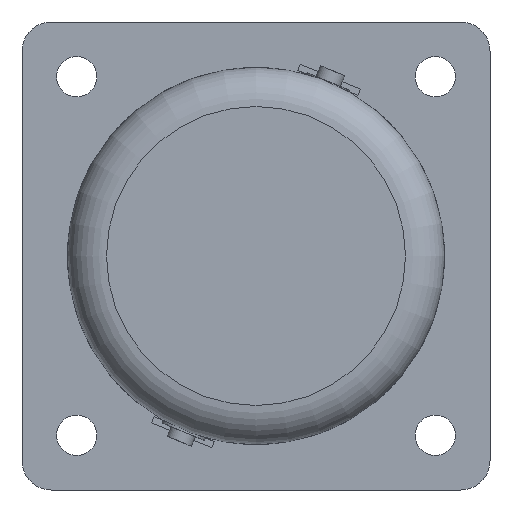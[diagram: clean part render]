
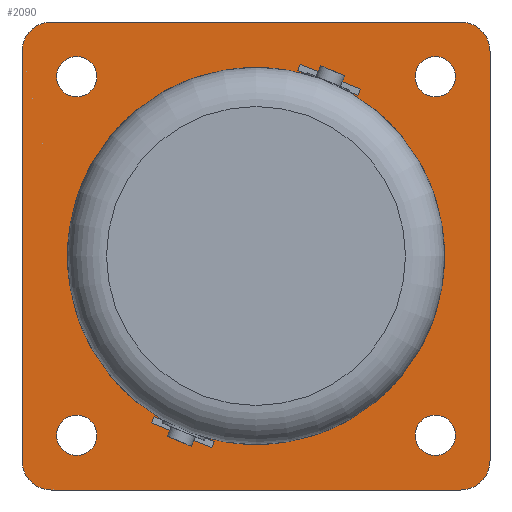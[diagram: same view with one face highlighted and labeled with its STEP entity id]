
A CAD part, front view. The second image highlights one B-rep face of the part: STEP entity #2090.
In plain terms, the highlighted planar face has unit normal (0, -1, 0).
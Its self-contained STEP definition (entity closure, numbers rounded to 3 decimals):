
#29=LINE('',#4174,#173);
#30=LINE('',#4178,#174);
#31=LINE('',#4182,#175);
#32=LINE('',#4186,#176);
#173=VECTOR('',#2517,31.5);
#174=VECTOR('',#2520,31.5);
#175=VECTOR('',#2523,31.5);
#176=VECTOR('',#2526,31.5);
#452=FACE_BOUND('',#704,.T.);
#453=FACE_BOUND('',#705,.T.);
#454=FACE_BOUND('',#706,.T.);
#455=FACE_BOUND('',#707,.T.);
#456=FACE_BOUND('',#708,.T.);
#525=FACE_OUTER_BOUND('',#703,.T.);
#703=EDGE_LOOP('',(#1444,#1445,#1446,#1447,#1448,#1449,#1450,#1451));
#704=EDGE_LOOP('',(#1452));
#705=EDGE_LOOP('',(#1453));
#706=EDGE_LOOP('',(#1454));
#707=EDGE_LOOP('',(#1455));
#708=EDGE_LOOP('',(#1456));
#867=CIRCLE('',#2258,2.25);
#868=CIRCLE('',#2259,2.25);
#869=CIRCLE('',#2260,2.25);
#870=CIRCLE('',#2261,2.25);
#871=CIRCLE('',#2262,1.55);
#872=CIRCLE('',#2263,1.55);
#873=CIRCLE('',#2264,1.55);
#874=CIRCLE('',#2265,1.55);
#875=CIRCLE('',#2266,14.5);
#972=VERTEX_POINT('',#4172);
#973=VERTEX_POINT('',#4173);
#974=VERTEX_POINT('',#4175);
#975=VERTEX_POINT('',#4177);
#976=VERTEX_POINT('',#4179);
#977=VERTEX_POINT('',#4181);
#978=VERTEX_POINT('',#4183);
#979=VERTEX_POINT('',#4185);
#980=VERTEX_POINT('',#4188);
#981=VERTEX_POINT('',#4190);
#982=VERTEX_POINT('',#4192);
#983=VERTEX_POINT('',#4194);
#984=VERTEX_POINT('',#4196);
#1164=EDGE_CURVE('',#972,#973,#29,.T.);
#1165=EDGE_CURVE('',#973,#974,#867,.T.);
#1166=EDGE_CURVE('',#974,#975,#30,.T.);
#1167=EDGE_CURVE('',#975,#976,#868,.T.);
#1168=EDGE_CURVE('',#976,#977,#31,.T.);
#1169=EDGE_CURVE('',#977,#978,#869,.T.);
#1170=EDGE_CURVE('',#978,#979,#32,.T.);
#1171=EDGE_CURVE('',#979,#972,#870,.T.);
#1172=EDGE_CURVE('',#980,#980,#871,.T.);
#1173=EDGE_CURVE('',#981,#981,#872,.T.);
#1174=EDGE_CURVE('',#982,#982,#873,.T.);
#1175=EDGE_CURVE('',#983,#983,#874,.T.);
#1176=EDGE_CURVE('',#984,#984,#875,.T.);
#1444=ORIENTED_EDGE('',*,*,#1164,.T.);
#1445=ORIENTED_EDGE('',*,*,#1165,.T.);
#1446=ORIENTED_EDGE('',*,*,#1166,.T.);
#1447=ORIENTED_EDGE('',*,*,#1167,.T.);
#1448=ORIENTED_EDGE('',*,*,#1168,.T.);
#1449=ORIENTED_EDGE('',*,*,#1169,.T.);
#1450=ORIENTED_EDGE('',*,*,#1170,.T.);
#1451=ORIENTED_EDGE('',*,*,#1171,.T.);
#1452=ORIENTED_EDGE('',*,*,#1172,.T.);
#1453=ORIENTED_EDGE('',*,*,#1173,.T.);
#1454=ORIENTED_EDGE('',*,*,#1174,.T.);
#1455=ORIENTED_EDGE('',*,*,#1175,.T.);
#1456=ORIENTED_EDGE('',*,*,#1176,.T.);
#1849=PLANE('',#2257);
#2090=ADVANCED_FACE('',(#525,#452,#453,#454,#455,#456),#1849,.F.);
#2257=AXIS2_PLACEMENT_3D('',#4171,#2515,#2516);
#2258=AXIS2_PLACEMENT_3D('',#4176,#2518,#2519);
#2259=AXIS2_PLACEMENT_3D('',#4180,#2521,#2522);
#2260=AXIS2_PLACEMENT_3D('',#4184,#2524,#2525);
#2261=AXIS2_PLACEMENT_3D('',#4187,#2527,#2528);
#2262=AXIS2_PLACEMENT_3D('',#4189,#2529,#2530);
#2263=AXIS2_PLACEMENT_3D('',#4191,#2531,#2532);
#2264=AXIS2_PLACEMENT_3D('',#4193,#2533,#2534);
#2265=AXIS2_PLACEMENT_3D('',#4195,#2535,#2536);
#2266=AXIS2_PLACEMENT_3D('',#4197,#2537,#2538);
#2515=DIRECTION('center_axis',(0.,1.,0.));
#2516=DIRECTION('ref_axis',(0.,0.,1.));
#2517=DIRECTION('',(0.,0.,-1.));
#2518=DIRECTION('center_axis',(0.,-1.,0.));
#2519=DIRECTION('ref_axis',(0.,0.,1.));
#2520=DIRECTION('',(1.,0.,0.));
#2521=DIRECTION('center_axis',(0.,-1.,0.));
#2522=DIRECTION('ref_axis',(-1.,0.,0.));
#2523=DIRECTION('',(0.,0.,1.));
#2524=DIRECTION('center_axis',(0.,-1.,0.));
#2525=DIRECTION('ref_axis',(0.,0.,-1.));
#2526=DIRECTION('',(-1.,0.,0.));
#2527=DIRECTION('center_axis',(0.,-1.,0.));
#2528=DIRECTION('ref_axis',(1.,0.,0.));
#2529=DIRECTION('center_axis',(0.,1.,0.));
#2530=DIRECTION('ref_axis',(-1.,0.,0.));
#2531=DIRECTION('center_axis',(0.,1.,0.));
#2532=DIRECTION('ref_axis',(-1.,0.,0.));
#2533=DIRECTION('center_axis',(0.,1.,0.));
#2534=DIRECTION('ref_axis',(-1.,0.,0.));
#2535=DIRECTION('center_axis',(0.,1.,0.));
#2536=DIRECTION('ref_axis',(-1.,0.,0.));
#2537=DIRECTION('center_axis',(0.,1.,0.));
#2538=DIRECTION('ref_axis',(1.,0.,0.));
#4171=CARTESIAN_POINT('Origin',(0.,13.1,0.));
#4172=CARTESIAN_POINT('',(-18.,13.1,15.75));
#4173=CARTESIAN_POINT('',(-18.,13.1,-15.75));
#4174=CARTESIAN_POINT('',(-18.,13.1,0.));
#4175=CARTESIAN_POINT('',(-15.75,13.1,-18.));
#4176=CARTESIAN_POINT('Origin',(-15.75,13.1,-15.75));
#4177=CARTESIAN_POINT('',(15.75,13.1,-18.));
#4178=CARTESIAN_POINT('',(-15.75,13.1,-18.));
#4179=CARTESIAN_POINT('',(18.,13.1,-15.75));
#4180=CARTESIAN_POINT('Origin',(15.75,13.1,-15.75));
#4181=CARTESIAN_POINT('',(18.,13.1,15.75));
#4182=CARTESIAN_POINT('',(18.,13.1,-15.75));
#4183=CARTESIAN_POINT('',(15.75,13.1,18.));
#4184=CARTESIAN_POINT('Origin',(15.75,13.1,15.75));
#4185=CARTESIAN_POINT('',(-15.75,13.1,18.));
#4186=CARTESIAN_POINT('',(15.75,13.1,18.));
#4187=CARTESIAN_POINT('Origin',(-15.75,13.1,15.75));
#4188=CARTESIAN_POINT('',(-12.239,13.1,13.789));
#4189=CARTESIAN_POINT('Origin',(-13.789,13.1,13.789));
#4190=CARTESIAN_POINT('',(-12.239,13.1,-13.789));
#4191=CARTESIAN_POINT('Origin',(-13.789,13.1,-13.789));
#4192=CARTESIAN_POINT('',(15.339,13.1,-13.789));
#4193=CARTESIAN_POINT('Origin',(13.789,13.1,-13.789));
#4194=CARTESIAN_POINT('',(15.339,13.1,13.789));
#4195=CARTESIAN_POINT('Origin',(13.789,13.1,13.789));
#4196=CARTESIAN_POINT('',(-14.5,13.1,0.));
#4197=CARTESIAN_POINT('Origin',(0.,13.1,0.));
